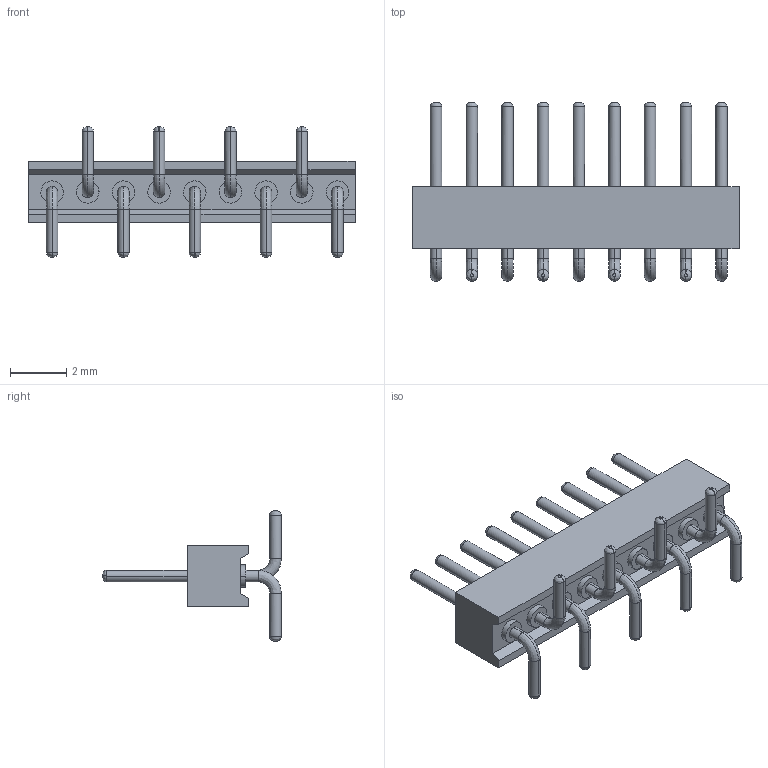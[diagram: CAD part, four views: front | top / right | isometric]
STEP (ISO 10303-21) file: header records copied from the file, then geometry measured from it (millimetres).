
FILE_DESCRIPTION( ('This file contains a STEP AP42 implementation' ,'as created by ZW3D STEP Interface translator.') ,'2;1' );
FILE_NAME( '3514-221XXMXX081X2.stp' ,'231011. 925 0', (''), ('ZWCAD Software Co.'), 'Version 1.0', 'ZW3D to STEP translator', '' );
FILE_SCHEMA(('AUTOMOTIVE_DESIGN { 1 0 10303 214 1 1 1 1 }'));
Length unit declared in the file: millimetre
Products named in the file (2): 0; 3514-22120MXX081X2
Bounding box: 11.64 x 6.36 x 4.63 mm (x, y, z)
Volume: 58.6 mm3; surface area: 232.9 mm2
Topology: 1 solids, 19 shells, 352 faces, 708 edges, 430 vertices
Faces by surface type: bspline 252, plane 82, cone 18
Entity records: 24226 total; most frequent: CARTESIAN_POINT 18923, ORIENTED_EDGE 1416, EDGE_CURVE 708, B_SPLINE_CURVE_WITH_KNOTS 700, VERTEX_POINT 430, EDGE_LOOP 424, FACE_OUTER_BOUND 352, ADVANCED_FACE 352
